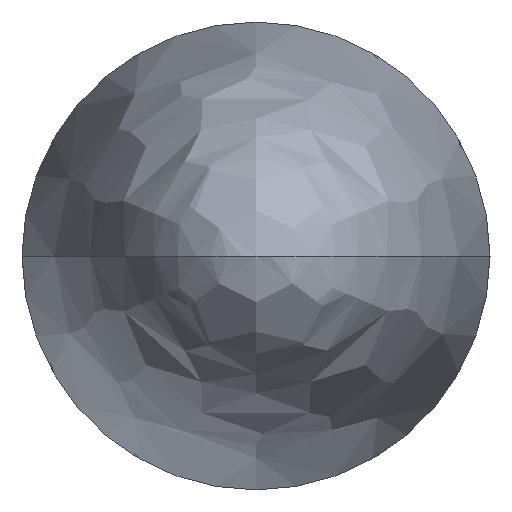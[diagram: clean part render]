
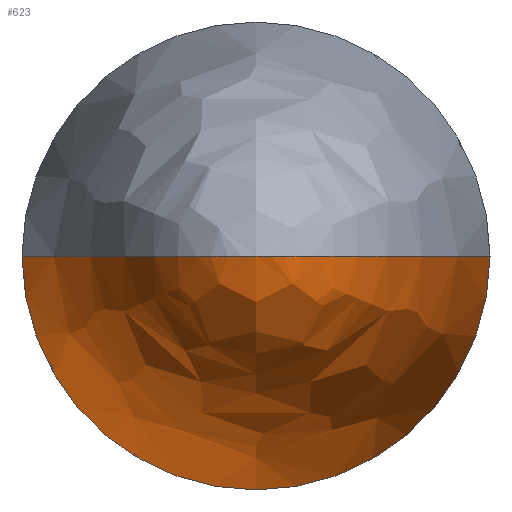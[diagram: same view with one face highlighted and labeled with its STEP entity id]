
A CAD part, left-side view. The second image highlights one B-rep face of the part: STEP entity #623.
In plain terms, the highlighted free-form (B-spline) face has degree [3, 3] with [4, 4] control points.
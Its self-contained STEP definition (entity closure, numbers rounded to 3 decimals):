
#7 = CARTESIAN_POINT ( 'NONE',  ( 4., 1.2, 0. ) ) ;
#34 = CARTESIAN_POINT ( 'NONE',  ( 0., -0.667, -1.333 ) ) ;
#71 = VERTEX_POINT ( 'NONE', #7 ) ;
#150 = CARTESIAN_POINT ( 'NONE',  ( 0., 0., 0. ) ) ;
#161 = EDGE_CURVE ( 'NONE', #1308, #1076, #462, .T. ) ;
#195 = DIRECTION ( 'NONE',  ( 0., 0., 1. ) ) ;
#198 = CARTESIAN_POINT ( 'NONE',  ( 0., 0., 0. ) ) ;
#235 = CIRCLE ( 'NONE', #733, 1.2 ) ;
#258 = CARTESIAN_POINT ( 'NONE',  ( 4., 1.2, -2.4 ) ) ;
#260 = CARTESIAN_POINT ( 'NONE',  ( 0., 0., 0. ) ) ;
#294 = EDGE_CURVE ( 'NONE', #71, #1308, #235, .T. ) ;
#356 = CARTESIAN_POINT ( 'NONE',  ( 4., -1.2, 0. ) ) ;
#367 = ORIENTED_EDGE ( 'NONE', *, *, #161, .T. ) ;
#378 = CARTESIAN_POINT ( 'NONE',  ( 0., -0.667, 0. ) ) ;
#453 = CARTESIAN_POINT ( 'NONE',  ( 0., 0., 0. ) ) ;
#462 = B_SPLINE_CURVE_WITH_KNOTS ( 'NONE', 3,
 ( #788, #883, #378, #198 ),
 .UNSPECIFIED., .F., .F.,
 ( 4, 4 ),
 ( 0., 0.531 ),
 .UNSPECIFIED. ) ;
#463 = CARTESIAN_POINT ( 'NONE',  ( 1.339, 1.2, -2.4 ) ) ;
#471 = B_SPLINE_CURVE_WITH_KNOTS ( 'NONE', 3,
 ( #550, #560, #570, #572 ),
 .UNSPECIFIED., .F., .F.,
 ( 4, 4 ),
 ( 0., 0.531 ),
 .UNSPECIFIED. ) ;
#550 = CARTESIAN_POINT ( 'NONE',  ( 4., 1.2, 0. ) ) ;
#560 = CARTESIAN_POINT ( 'NONE',  ( 1.339, 1.2, 0. ) ) ;
#569 = CARTESIAN_POINT ( 'NONE',  ( 1.339, -1.2, 0. ) ) ;
#570 = CARTESIAN_POINT ( 'NONE',  ( 0., 0.667, 0. ) ) ;
#572 = CARTESIAN_POINT ( 'NONE',  ( 0., 0., 0. ) ) ;
#623 = ADVANCED_FACE ( 'NONE', ( #1062 ), #811, .F. ) ;
#665 = CARTESIAN_POINT ( 'NONE',  ( 0., 0.667, -1.333 ) ) ;
#733 = AXIS2_PLACEMENT_3D ( 'NONE', #1115, #998, #195 ) ;
#751 = CARTESIAN_POINT ( 'NONE',  ( 0., -0.667, 0. ) ) ;
#788 = CARTESIAN_POINT ( 'NONE',  ( 4., -1.2, 0. ) ) ;
#811 =( BOUNDED_SURFACE ( )  B_SPLINE_SURFACE ( 3, 3, ( 
 ( #1067, #258, #950, #356 ),
 ( #1071, #463, #1190, #569 ),
 ( #1304, #665, #34, #751 ),
 ( #150, #849, #260, #955 ) ),
 .UNSPECIFIED., .F., .F., .F. ) 
 B_SPLINE_SURFACE_WITH_KNOTS ( ( 4, 4 ),
 ( 4, 4 ),
 ( 0., 0.531 ),
 ( 0., 1. ),
 .UNSPECIFIED. ) 
 GEOMETRIC_REPRESENTATION_ITEM ( )  RATIONAL_B_SPLINE_SURFACE ( (
 ( 1., 0.333, 0.333, 1.),
 ( 1., 0.333, 0.333, 1.),
 ( 1., 0.333, 0.333, 1.),
 ( 1., 0.333, 0.333, 1.) ) ) 
 REPRESENTATION_ITEM ( '' )  SURFACE ( )  );
#849 = CARTESIAN_POINT ( 'NONE',  ( 0., 0., 0. ) ) ;
#883 = CARTESIAN_POINT ( 'NONE',  ( 1.339, -1.2, 0. ) ) ;
#950 = CARTESIAN_POINT ( 'NONE',  ( 4., -1.2, -2.4 ) ) ;
#955 = CARTESIAN_POINT ( 'NONE',  ( 0., 0., 0. ) ) ;
#990 = CARTESIAN_POINT ( 'NONE',  ( 4., -1.2, 0. ) ) ;
#998 = DIRECTION ( 'NONE',  ( -1., 0., 0. ) ) ;
#1062 = FACE_OUTER_BOUND ( 'NONE', #1149, .T. ) ;
#1067 = CARTESIAN_POINT ( 'NONE',  ( 4., 1.2, 0. ) ) ;
#1071 = CARTESIAN_POINT ( 'NONE',  ( 1.339, 1.2, 0. ) ) ;
#1076 = VERTEX_POINT ( 'NONE', #453 ) ;
#1115 = CARTESIAN_POINT ( 'NONE',  ( 4., 0., 0. ) ) ;
#1149 = EDGE_LOOP ( 'NONE', ( #1292, #367, #1187 ) ) ;
#1187 = ORIENTED_EDGE ( 'NONE', *, *, #1360, .F. ) ;
#1190 = CARTESIAN_POINT ( 'NONE',  ( 1.339, -1.2, -2.4 ) ) ;
#1292 = ORIENTED_EDGE ( 'NONE', *, *, #294, .T. ) ;
#1304 = CARTESIAN_POINT ( 'NONE',  ( 0., 0.667, 0. ) ) ;
#1308 = VERTEX_POINT ( 'NONE', #990 ) ;
#1360 = EDGE_CURVE ( 'NONE', #71, #1076, #471, .T. ) ;
